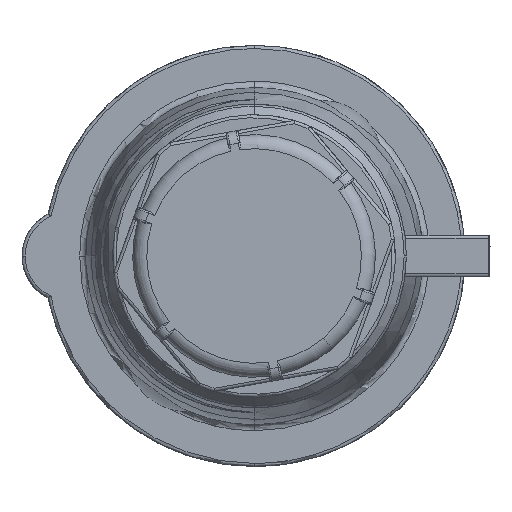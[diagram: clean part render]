
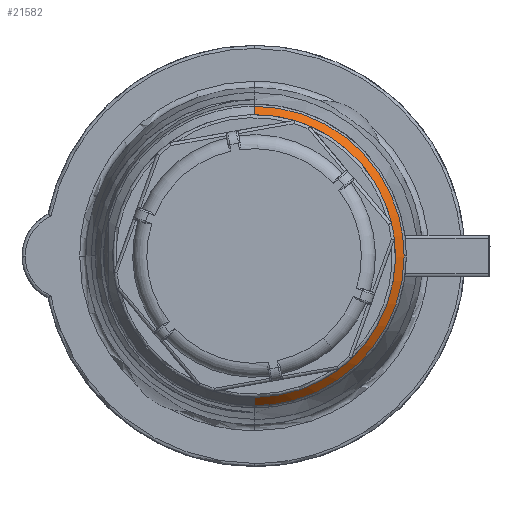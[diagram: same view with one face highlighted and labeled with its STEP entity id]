
A CAD part, front view. The second image highlights one B-rep face of the part: STEP entity #21582.
In plain terms, the highlighted conical face has half-angle 37.683 degrees and reference radius 873282 mm.
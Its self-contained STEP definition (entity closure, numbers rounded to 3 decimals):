
#24 = CARTESIAN_POINT ( 'NONE',  ( 9.039, 145.06, -16.31 ) ) ;
#638 = CARTESIAN_POINT ( 'NONE',  ( -5.268, 148.085, -23.986 ) ) ;
#1036 = CARTESIAN_POINT ( 'NONE',  ( -5.268, 145.06, 21.65 ) ) ;
#1486 = CARTESIAN_POINT ( 'NONE',  ( 5.608, 145.06, -18.761 ) ) ;
#1612 = EDGE_CURVE ( 'NONE', #10430, #7508, #3146, .T. ) ;
#1657 = CARTESIAN_POINT ( 'NONE',  ( 13.804, 148.085, -14.631 ) ) ;
#1702 = CARTESIAN_POINT ( 'NONE',  ( -3.849, 145.06, -21.65 ) ) ;
#1738 = B_SPLINE_CURVE_WITH_KNOTS ( 'NONE', 3,
 ( #17090, #1702, #8521, #15431, #15095, #4726, #1486, #11570, #24, #10338, #20313, #13387, #21971, #3156, #17203, #4959, #11807, #19902, #6080, #11598, #11378, #2952, #4308, #16347, #11492, #18427, #11269, #5970 ),
 .UNSPECIFIED., .F., .F.,
 ( 4, 2, 2, 2, 2, 2, 2, 2, 2, 2, 2, 2, 2, 4 ),
 ( 0., 0.063, 0.125, 0.188, 0.25, 0.313, 0.375, 0.438, 0.5, 0.563, 0.625, 0.75, 0.875, 1. ),
 .UNSPECIFIED. ) ;
#2026 = EDGE_CURVE ( 'NONE', #5788, #7508, #13424, .T. ) ;
#2309 = LINE ( 'NONE', #19455, #3625 ) ;
#2347 = CARTESIAN_POINT ( 'NONE',  ( 18.718, 148.085, 1.57 ) ) ;
#2952 = CARTESIAN_POINT ( 'NONE',  ( 13.604, 145.06, 10.959 ) ) ;
#3146 = B_SPLINE_CURVE_WITH_KNOTS ( 'NONE', 3,
 ( #8359, #20503, #17050, #10409, #11997, #6459, #11647, #1657, #15391, #21928, #6574, #20392, #22169, #6805, #5137, #8589, #13802, #638 ),
 .UNSPECIFIED., .F., .F.,
 ( 4, 2, 2, 2, 2, 2, 2, 2, 4 ),
 ( 0.5, 0.563, 0.625, 0.688, 0.75, 0.813, 0.875, 0.938, 1. ),
 .UNSPECIFIED. ) ;
#3156 = CARTESIAN_POINT ( 'NONE',  ( 15.271, 145.06, -6.936 ) ) ;
#3319 = VERTEX_POINT ( 'NONE', #21667 ) ;
#3454 = B_SPLINE_CURVE_WITH_KNOTS ( 'NONE', 3,
 ( #9982, #21953, #4942, #8413, #8868, #13638, #15545, #15656, #5404, #3726, #10572, #10237, #17428, #10874, #5908, #7600, #2347, #12465 ),
 .UNSPECIFIED., .F., .F.,
 ( 4, 2, 2, 2, 2, 2, 2, 2, 4 ),
 ( 0., 0.063, 0.125, 0.188, 0.25, 0.313, 0.375, 0.438, 0.5 ),
 .UNSPECIFIED. ) ;
#3625 = VECTOR ( 'NONE', #21011, 1000. ) ;
#3726 = CARTESIAN_POINT ( 'NONE',  ( 12.803, 148.085, 15.85 ) ) ;
#4308 = CARTESIAN_POINT ( 'NONE',  ( 12.045, 145.06, 13.305 ) ) ;
#4726 = CARTESIAN_POINT ( 'NONE',  ( 4.353, 145.06, -19.428 ) ) ;
#4942 = CARTESIAN_POINT ( 'NONE',  ( -2.128, 148.085, 23.831 ) ) ;
#4959 = CARTESIAN_POINT ( 'NONE',  ( 16.243, 145.06, -2.817 ) ) ;
#4987 = DIRECTION ( 'NONE',  ( 0., 0., 1. ) ) ;
#5137 = CARTESIAN_POINT ( 'NONE',  ( 0.951, 148.085, -23.219 ) ) ;
#5404 = CARTESIAN_POINT ( 'NONE',  ( 10.583, 148.085, 18.071 ) ) ;
#5788 = VERTEX_POINT ( 'NONE', #9212 ) ;
#5846 = VERTEX_POINT ( 'NONE', #1036 ) ;
#5908 = CARTESIAN_POINT ( 'NONE',  ( 17.951, 148.085, 6.219 ) ) ;
#5970 = CARTESIAN_POINT ( 'NONE',  ( -5.268, 145.06, 21.65 ) ) ;
#6080 = CARTESIAN_POINT ( 'NONE',  ( 16.243, 145.06, 2.815 ) ) ;
#6202 = CARTESIAN_POINT ( 'NONE',  ( -5.268, 1130696.143, -873282.116 ) ) ;
#6459 = CARTESIAN_POINT ( 'NONE',  ( 16.292, 148.085, -10.629 ) ) ;
#6574 = CARTESIAN_POINT ( 'NONE',  ( 9.363, 148.085, -19.071 ) ) ;
#6742 = CONICAL_SURFACE ( 'NONE', #22134, 873282.116, 0.658 ) ;
#6805 = CARTESIAN_POINT ( 'NONE',  ( 2.461, 148.085, -22.761 ) ) ;
#7508 = VERTEX_POINT ( 'NONE', #19725 ) ;
#7600 = CARTESIAN_POINT ( 'NONE',  ( 18.563, 148.085, 3.14 ) ) ;
#8219 = DIRECTION ( 'NONE',  ( 0., 1., 0. ) ) ;
#8359 = CARTESIAN_POINT ( 'NONE',  ( 18.719, 148.084, 0. ) ) ;
#8413 = CARTESIAN_POINT ( 'NONE',  ( 0.951, 148.085, 23.219 ) ) ;
#8521 = CARTESIAN_POINT ( 'NONE',  ( -2.449, 145.06, -21.511 ) ) ;
#8587 = ORIENTED_EDGE ( 'NONE', *, *, #16419, .F. ) ;
#8589 = CARTESIAN_POINT ( 'NONE',  ( -2.128, 148.085, -23.831 ) ) ;
#8868 = CARTESIAN_POINT ( 'NONE',  ( 2.461, 148.085, 22.761 ) ) ;
#9212 = CARTESIAN_POINT ( 'NONE',  ( -5.268, 145.06, -21.65 ) ) ;
#9982 = CARTESIAN_POINT ( 'NONE',  ( -5.268, 148.085, 23.986 ) ) ;
#10237 = CARTESIAN_POINT ( 'NONE',  ( 15.548, 148.085, 12.021 ) ) ;
#10338 = CARTESIAN_POINT ( 'NONE',  ( 11.043, 145.06, -14.307 ) ) ;
#10409 = CARTESIAN_POINT ( 'NONE',  ( 17.951, 148.085, -6.219 ) ) ;
#10430 = VERTEX_POINT ( 'NONE', #11304 ) ;
#10572 = CARTESIAN_POINT ( 'NONE',  ( 13.804, 148.085, 14.631 ) ) ;
#10874 = CARTESIAN_POINT ( 'NONE',  ( 17.493, 148.085, 7.729 ) ) ;
#11269 = CARTESIAN_POINT ( 'NONE',  ( -2.429, 145.06, 21.65 ) ) ;
#11304 = CARTESIAN_POINT ( 'NONE',  ( 18.719, 148.084, 0. ) ) ;
#11378 = CARTESIAN_POINT ( 'NONE',  ( 15.27, 145.06, 6.936 ) ) ;
#11492 = CARTESIAN_POINT ( 'NONE',  ( 5.694, 145.06, 18.871 ) ) ;
#11570 = CARTESIAN_POINT ( 'NONE',  ( 7.95, 145.06, -17.203 ) ) ;
#11598 = CARTESIAN_POINT ( 'NONE',  ( 15.688, 145.06, 5.574 ) ) ;
#11647 = CARTESIAN_POINT ( 'NONE',  ( 15.548, 148.085, -12.021 ) ) ;
#11807 = CARTESIAN_POINT ( 'NONE',  ( 16.382, 145.06, -1.417 ) ) ;
#11997 = CARTESIAN_POINT ( 'NONE',  ( 17.493, 148.085, -7.729 ) ) ;
#12465 = CARTESIAN_POINT ( 'NONE',  ( 18.719, 148.084, 0. ) ) ;
#12773 = EDGE_CURVE ( 'NONE', #5788, #5846, #1738, .T. ) ;
#13093 = CARTESIAN_POINT ( 'NONE',  ( -5.268, 1130696.143, 0. ) ) ;
#13207 = DIRECTION ( 'NONE',  ( 0., 0.791, -0.611 ) ) ;
#13387 = CARTESIAN_POINT ( 'NONE',  ( 13.491, 145.06, -10.877 ) ) ;
#13424 = LINE ( 'NONE', #6202, #17918 ) ;
#13508 = EDGE_LOOP ( 'NONE', ( #22153, #19860, #16238, #14357, #8587 ) ) ;
#13638 = CARTESIAN_POINT ( 'NONE',  ( 5.362, 148.085, 21.559 ) ) ;
#13802 = CARTESIAN_POINT ( 'NONE',  ( -3.698, 148.085, -23.986 ) ) ;
#14357 = ORIENTED_EDGE ( 'NONE', *, *, #17040, .F. ) ;
#15095 = CARTESIAN_POINT ( 'NONE',  ( 1.674, 145.06, -20.538 ) ) ;
#15391 = CARTESIAN_POINT ( 'NONE',  ( 12.803, 148.085, -15.85 ) ) ;
#15431 = CARTESIAN_POINT ( 'NONE',  ( 0.311, 145.06, -20.955 ) ) ;
#15545 = CARTESIAN_POINT ( 'NONE',  ( 6.753, 148.085, 20.816 ) ) ;
#15656 = CARTESIAN_POINT ( 'NONE',  ( 9.363, 148.085, 19.071 ) ) ;
#16238 = ORIENTED_EDGE ( 'NONE', *, *, #1612, .F. ) ;
#16347 = CARTESIAN_POINT ( 'NONE',  ( 8.037, 145.06, 17.313 ) ) ;
#16419 = EDGE_CURVE ( 'NONE', #5846, #3319, #2309, .T. ) ;
#17040 = EDGE_CURVE ( 'NONE', #3319, #10430, #3454, .T. ) ;
#17050 = CARTESIAN_POINT ( 'NONE',  ( 18.563, 148.085, -3.14 ) ) ;
#17090 = CARTESIAN_POINT ( 'NONE',  ( -5.268, 145.06, -21.65 ) ) ;
#17203 = CARTESIAN_POINT ( 'NONE',  ( 15.687, 145.06, -5.576 ) ) ;
#17428 = CARTESIAN_POINT ( 'NONE',  ( 16.292, 148.085, 10.629 ) ) ;
#17918 = VECTOR ( 'NONE', #13207, 1000. ) ;
#18427 = CARTESIAN_POINT ( 'NONE',  ( 0.331, 145.06, 21.094 ) ) ;
#19455 = CARTESIAN_POINT ( 'NONE',  ( -5.268, 1130696.143, 873282.116 ) ) ;
#19725 = CARTESIAN_POINT ( 'NONE',  ( -5.268, 148.085, -23.986 ) ) ;
#19860 = ORIENTED_EDGE ( 'NONE', *, *, #2026, .T. ) ;
#19902 = CARTESIAN_POINT ( 'NONE',  ( 16.382, 145.06, 1.417 ) ) ;
#19911 = FACE_OUTER_BOUND ( 'NONE', #13508, .T. ) ;
#20313 = CARTESIAN_POINT ( 'NONE',  ( 11.933, 145.06, -13.22 ) ) ;
#20392 = CARTESIAN_POINT ( 'NONE',  ( 6.753, 148.085, -20.816 ) ) ;
#20503 = CARTESIAN_POINT ( 'NONE',  ( 18.718, 148.085, -1.57 ) ) ;
#21011 = DIRECTION ( 'NONE',  ( 0., 0.791, 0.611 ) ) ;
#21582 = ADVANCED_FACE ( 'NONE', ( #19911 ), #6742, .T. ) ;
#21667 = CARTESIAN_POINT ( 'NONE',  ( -5.268, 148.085, 23.986 ) ) ;
#21928 = CARTESIAN_POINT ( 'NONE',  ( 10.583, 148.085, -18.071 ) ) ;
#21953 = CARTESIAN_POINT ( 'NONE',  ( -3.698, 148.085, 23.986 ) ) ;
#21971 = CARTESIAN_POINT ( 'NONE',  ( 14.159, 145.06, -9.618 ) ) ;
#22134 = AXIS2_PLACEMENT_3D ( 'NONE', #13093, #8219, #4987 ) ;
#22153 = ORIENTED_EDGE ( 'NONE', *, *, #12773, .F. ) ;
#22169 = CARTESIAN_POINT ( 'NONE',  ( 5.362, 148.085, -21.559 ) ) ;
